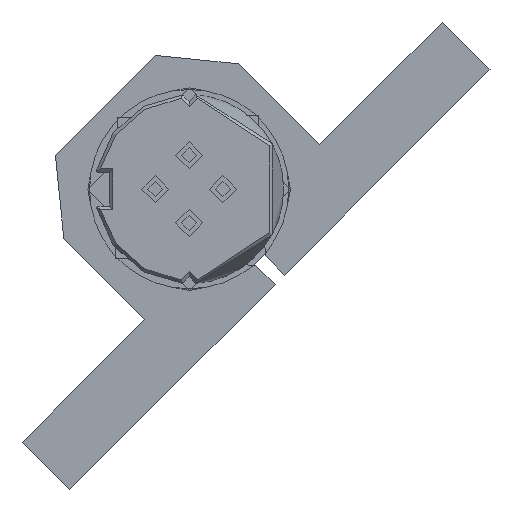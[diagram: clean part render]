
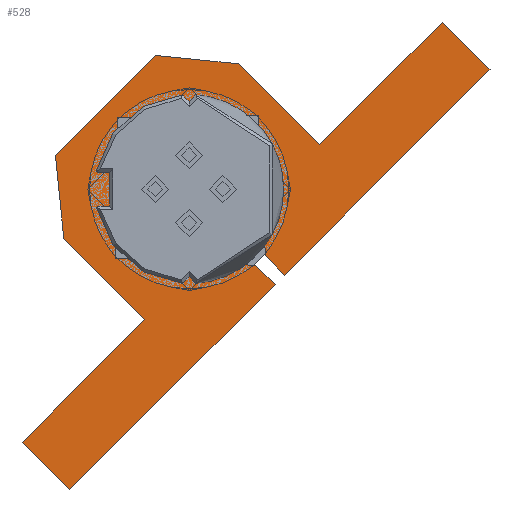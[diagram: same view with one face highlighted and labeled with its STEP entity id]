
A CAD part, front view. The second image highlights one B-rep face of the part: STEP entity #528.
In plain terms, the highlighted planar face has unit normal (0, -1, 0).
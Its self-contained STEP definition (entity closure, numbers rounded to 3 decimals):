
#97 = VERTEX_POINT('',#98);
#98 = CARTESIAN_POINT('',(2.258,0.,
    -1.975));
#116 = VERTEX_POINT('',#117);
#117 = CARTESIAN_POINT('',(1.975,0.,
    -2.258));
#123 = EDGE_CURVE('',#97,#116,#124,.T.);
#124 = CIRCLE('',#125,3.);
#125 = AXIS2_PLACEMENT_3D('',#126,#127,#128);
#126 = CARTESIAN_POINT('',(0.,0.,0.));
#127 = DIRECTION('',(0.,-1.,0.));
#128 = DIRECTION('',(1.,0.,0.));
#148 = VERTEX_POINT('',#149);
#149 = CARTESIAN_POINT('',(2.546,0.,
    -2.828));
#155 = EDGE_CURVE('',#116,#148,#156,.T.);
#156 = LINE('',#157,#158);
#157 = CARTESIAN_POINT('',(1.975,0.,
    -2.258));
#158 = VECTOR('',#159,1.);
#159 = DIRECTION('',(0.707,0.,-0.707)
  );
#179 = VERTEX_POINT('',#180);
#180 = CARTESIAN_POINT('',(-3.536,0.,
    -8.91));
#186 = EDGE_CURVE('',#148,#179,#187,.T.);
#187 = LINE('',#188,#189);
#188 = CARTESIAN_POINT('',(2.546,0.,
    -2.828));
#189 = VECTOR('',#190,1.);
#190 = DIRECTION('',(-0.707,0.,-0.707
    ));
#210 = VERTEX_POINT('',#211);
#211 = CARTESIAN_POINT('',(-4.95,0.,
    -7.495));
#217 = EDGE_CURVE('',#179,#210,#218,.T.);
#218 = LINE('',#219,#220);
#219 = CARTESIAN_POINT('',(-3.536,0.,
    -8.91));
#220 = VECTOR('',#221,1.);
#221 = DIRECTION('',(-0.707,0.,0.707)
  );
#241 = VERTEX_POINT('',#242);
#242 = CARTESIAN_POINT('',(-1.308,0.,
    -3.854));
#248 = EDGE_CURVE('',#210,#241,#249,.T.);
#249 = LINE('',#250,#251);
#250 = CARTESIAN_POINT('',(-4.95,0.,
    -7.495));
#251 = VECTOR('',#252,1.);
#252 = DIRECTION('',(0.707,0.,0.707));
#272 = VERTEX_POINT('',#273);
#273 = CARTESIAN_POINT('',(-3.712,0.,
    -1.45));
#279 = EDGE_CURVE('',#241,#272,#280,.T.);
#280 = LINE('',#281,#282);
#281 = CARTESIAN_POINT('',(-1.308,0.,
    -3.854));
#282 = VECTOR('',#283,1.);
#283 = DIRECTION('',(-0.707,0.,0.707)
  );
#303 = VERTEX_POINT('',#304);
#304 = CARTESIAN_POINT('',(-3.96,0.,
    0.99));
#310 = EDGE_CURVE('',#272,#303,#311,.T.);
#311 = LINE('',#312,#313);
#312 = CARTESIAN_POINT('',(-3.712,0.,
    -1.45));
#313 = VECTOR('',#314,1.);
#314 = DIRECTION('',(-0.101,0.,0.995)
  );
#334 = VERTEX_POINT('',#335);
#335 = CARTESIAN_POINT('',(-0.99,0.,
    3.96));
#341 = EDGE_CURVE('',#303,#334,#342,.T.);
#342 = LINE('',#343,#344);
#343 = CARTESIAN_POINT('',(-3.96,0.,
    0.99));
#344 = VECTOR('',#345,1.);
#345 = DIRECTION('',(0.707,0.,0.707));
#365 = VERTEX_POINT('',#366);
#366 = CARTESIAN_POINT('',(1.45,0.,
    3.712));
#372 = EDGE_CURVE('',#334,#365,#373,.T.);
#373 = LINE('',#374,#375);
#374 = CARTESIAN_POINT('',(-0.99,0.,
    3.96));
#375 = VECTOR('',#376,1.);
#376 = DIRECTION('',(0.995,0.,-0.101)
  );
#396 = VERTEX_POINT('',#397);
#397 = CARTESIAN_POINT('',(3.854,0.,
    1.308));
#403 = EDGE_CURVE('',#365,#396,#404,.T.);
#404 = LINE('',#405,#406);
#405 = CARTESIAN_POINT('',(1.45,0.,
    3.712));
#406 = VECTOR('',#407,1.);
#407 = DIRECTION('',(0.707,0.,-0.707)
  );
#427 = VERTEX_POINT('',#428);
#428 = CARTESIAN_POINT('',(7.495,0.,
    4.95));
#434 = EDGE_CURVE('',#396,#427,#435,.T.);
#435 = LINE('',#436,#437);
#436 = CARTESIAN_POINT('',(3.854,0.,
    1.308));
#437 = VECTOR('',#438,1.);
#438 = DIRECTION('',(0.707,0.,0.707));
#458 = VERTEX_POINT('',#459);
#459 = CARTESIAN_POINT('',(8.91,0.,
    3.536));
#465 = EDGE_CURVE('',#427,#458,#466,.T.);
#466 = LINE('',#467,#468);
#467 = CARTESIAN_POINT('',(7.495,0.,
    4.95));
#468 = VECTOR('',#469,1.);
#469 = DIRECTION('',(0.707,0.,-0.707)
  );
#489 = VERTEX_POINT('',#490);
#490 = CARTESIAN_POINT('',(2.828,0.,
    -2.546));
#496 = EDGE_CURVE('',#458,#489,#497,.T.);
#497 = LINE('',#498,#499);
#498 = CARTESIAN_POINT('',(8.91,0.,
    3.536));
#499 = VECTOR('',#500,1.);
#500 = DIRECTION('',(-0.707,0.,-0.707
    ));
#518 = EDGE_CURVE('',#97,#489,#519,.T.);
#519 = LINE('',#520,#521);
#520 = CARTESIAN_POINT('',(2.258,0.,
    -1.975));
#521 = VECTOR('',#522,1.);
#522 = DIRECTION('',(0.707,0.,-0.707)
  );
#528 = ADVANCED_FACE('',(#529),#545,.F.);
#529 = FACE_BOUND('',#530,.F.);
#530 = EDGE_LOOP('',(#531,#532,#533,#534,#535,#536,#537,#538,#539,#540,
    #541,#542,#543,#544));
#531 = ORIENTED_EDGE('',*,*,#123,.T.);
#532 = ORIENTED_EDGE('',*,*,#155,.T.);
#533 = ORIENTED_EDGE('',*,*,#186,.T.);
#534 = ORIENTED_EDGE('',*,*,#217,.T.);
#535 = ORIENTED_EDGE('',*,*,#248,.T.);
#536 = ORIENTED_EDGE('',*,*,#279,.T.);
#537 = ORIENTED_EDGE('',*,*,#310,.T.);
#538 = ORIENTED_EDGE('',*,*,#341,.T.);
#539 = ORIENTED_EDGE('',*,*,#372,.T.);
#540 = ORIENTED_EDGE('',*,*,#403,.T.);
#541 = ORIENTED_EDGE('',*,*,#434,.T.);
#542 = ORIENTED_EDGE('',*,*,#465,.T.);
#543 = ORIENTED_EDGE('',*,*,#496,.T.);
#544 = ORIENTED_EDGE('',*,*,#518,.F.);
#545 = PLANE('',#546);
#546 = AXIS2_PLACEMENT_3D('',#547,#548,#549);
#547 = CARTESIAN_POINT('',(0.806,0.,
    -0.806));
#548 = DIRECTION('',(0.,1.,0.));
#549 = DIRECTION('',(0.,0.,1.));
